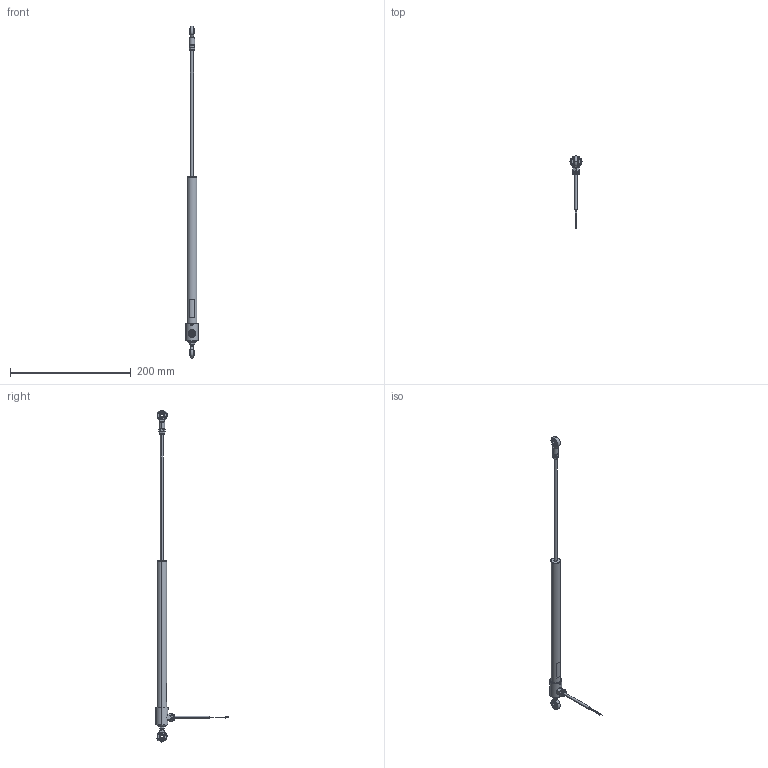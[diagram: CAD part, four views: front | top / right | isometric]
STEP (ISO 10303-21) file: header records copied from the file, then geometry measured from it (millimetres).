
FILE_DESCRIPTION (( 'STEP AP214' ), '1' );
FILE_NAME ('TX2_0200_Kabel_aus.STEP', '2011-01-17T14:31:43', ( 'novotechnik' ), ( 'novotechnik' ), 'SwSTEP 2.0', 'SolidWorks 2010', '' );
FILE_SCHEMA (( 'AUTOMOTIVE_DESIGN' ));
Length unit declared in the file: millimetre
Products named in the file (1): TX2_0200_Kabel_aus
Bounding box: 20 x 119.6 x 550.37 mm (x, y, z)
Surface area: 23898.6 mm2 (no closed solid volume)
Topology: 0 solids, 21 shells, 198 faces, 511 edges, 333 vertices
Faces by surface type: plane 72, cylinder 51, cone 45, torus 20, bspline 6, sphere 4
Entity records: 8570 total; most frequent: CARTESIAN_POINT 1721, DIRECTION 1002, ORIENTED_EDGE 874, EDGE_CURVE 501, AXIS2_PLACEMENT_3D 415, VERTEX_POINT 327, EDGE_LOOP 226, CIRCLE 222
